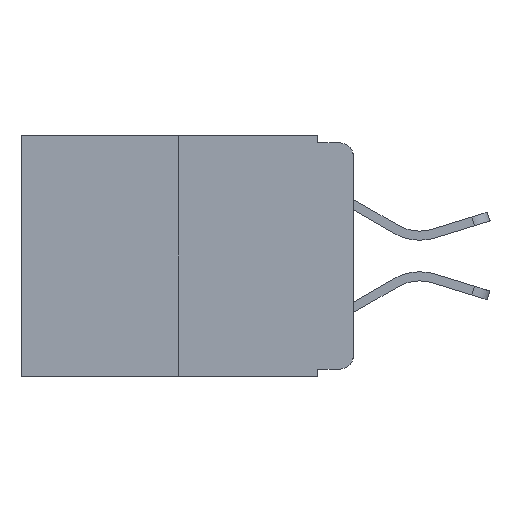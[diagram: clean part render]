
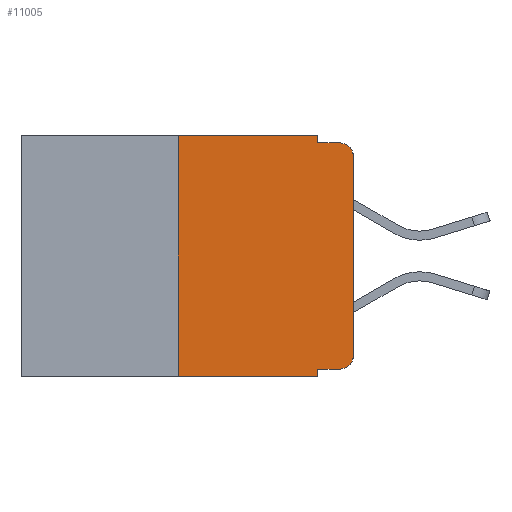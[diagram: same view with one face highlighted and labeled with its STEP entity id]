
A CAD part, left-side view. The second image highlights one B-rep face of the part: STEP entity #11005.
In plain terms, the highlighted planar face has unit normal (-1, 0, 0).
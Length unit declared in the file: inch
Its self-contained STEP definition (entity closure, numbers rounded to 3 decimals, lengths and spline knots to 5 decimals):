
#209 = DIRECTION ( 'NONE',  ( 0., 0., -1. ) ) ;
#386 = LINE ( 'NONE', #819, #9953 ) ;
#429 = VECTOR ( 'NONE', #6781, 39.37008 ) ;
#490 = CIRCLE ( 'NONE', #10857, 0.02 ) ;
#687 = FACE_OUTER_BOUND ( 'NONE', #2484, .T. ) ;
#726 = VERTEX_POINT ( 'NONE', #4241 ) ;
#819 = CARTESIAN_POINT ( 'NONE',  ( 0., 0.051, 0. ) ) ;
#1071 = LINE ( 'NONE', #2961, #429 ) ;
#1584 = ORIENTED_EDGE ( 'NONE', *, *, #11682, .F. ) ;
#1588 = ORIENTED_EDGE ( 'NONE', *, *, #2401, .T. ) ;
#1656 = AXIS2_PLACEMENT_3D ( 'NONE', #8235, #2584, #9138 ) ;
#1749 = VERTEX_POINT ( 'NONE', #8069 ) ;
#1888 = DIRECTION ( 'NONE',  ( 0., 0., -1. ) ) ;
#2077 = VERTEX_POINT ( 'NONE', #5255 ) ;
#2143 = VECTOR ( 'NONE', #8813, 39.37008 ) ;
#2401 = EDGE_CURVE ( 'NONE', #8641, #5989, #1071, .T. ) ;
#2484 = EDGE_LOOP ( 'NONE', ( #9627, #9491, #3707, #4010, #1584, #10600, #1588, #3380, #5499, #11851 ) ) ;
#2559 = CARTESIAN_POINT ( 'NONE',  ( 0., 0.051, -0.333 ) ) ;
#2584 = DIRECTION ( 'NONE',  ( -1., 0., 0. ) ) ;
#2961 = CARTESIAN_POINT ( 'NONE',  ( 0., 0.473, -0.343 ) ) ;
#3380 = ORIENTED_EDGE ( 'NONE', *, *, #8561, .F. ) ;
#3534 = VECTOR ( 'NONE', #209, 39.37008 ) ;
#3628 = PLANE ( 'NONE',  #3756 ) ;
#3707 = ORIENTED_EDGE ( 'NONE', *, *, #10394, .F. ) ;
#3756 = AXIS2_PLACEMENT_3D ( 'NONE', #6417, #10052, #4597 ) ;
#4010 = ORIENTED_EDGE ( 'NONE', *, *, #9776, .F. ) ;
#4042 = VERTEX_POINT ( 'NONE', #8196 ) ;
#4241 = CARTESIAN_POINT ( 'NONE',  ( 0., 0.02, -0.333 ) ) ;
#4512 = CARTESIAN_POINT ( 'NONE',  ( 0., 0.473, 0. ) ) ;
#4597 = DIRECTION ( 'NONE',  ( 0., 0., -1. ) ) ;
#4714 = DIRECTION ( 'NONE',  ( -1., 0., 0. ) ) ;
#4719 = CARTESIAN_POINT ( 'NONE',  ( 0., 0.051, -0.01 ) ) ;
#4805 = LINE ( 'NONE', #11493, #2143 ) ;
#4817 = VECTOR ( 'NONE', #7285, 39.37008 ) ;
#5121 = LINE ( 'NONE', #4512, #4817 ) ;
#5255 = CARTESIAN_POINT ( 'NONE',  ( 0., 0., -0.03 ) ) ;
#5499 = ORIENTED_EDGE ( 'NONE', *, *, #7364, .T. ) ;
#5989 = VERTEX_POINT ( 'NONE', #11673 ) ;
#6003 = VECTOR ( 'NONE', #7566, 39.37008 ) ;
#6168 = CARTESIAN_POINT ( 'NONE',  ( 0., 0.051, 0. ) ) ;
#6417 = CARTESIAN_POINT ( 'NONE',  ( 0., 0.473, 0. ) ) ;
#6747 = EDGE_CURVE ( 'NONE', #726, #1749, #490, .T. ) ;
#6781 = DIRECTION ( 'NONE',  ( 0., -1., 0. ) ) ;
#6783 = LINE ( 'NONE', #2559, #8908 ) ;
#6845 = VERTEX_POINT ( 'NONE', #7560 ) ;
#7285 = DIRECTION ( 'NONE',  ( 0., -1., 0. ) ) ;
#7364 = EDGE_CURVE ( 'NONE', #10286, #726, #6783, .T. ) ;
#7560 = CARTESIAN_POINT ( 'NONE',  ( 0., 0.051, 0. ) ) ;
#7566 = DIRECTION ( 'NONE',  ( 0., 0., 1. ) ) ;
#8069 = CARTESIAN_POINT ( 'NONE',  ( 0., 0., -0.313 ) ) ;
#8082 = CARTESIAN_POINT ( 'NONE',  ( 0., 0.25, -0.343 ) ) ;
#8114 = CARTESIAN_POINT ( 'NONE',  ( 0., 0.25, 0. ) ) ;
#8196 = CARTESIAN_POINT ( 'NONE',  ( 0., 0.02, -0.01 ) ) ;
#8235 = CARTESIAN_POINT ( 'NONE',  ( 0., 0.02, -0.03 ) ) ;
#8561 = EDGE_CURVE ( 'NONE', #10286, #5989, #10579, .T. ) ;
#8641 = VERTEX_POINT ( 'NONE', #8082 ) ;
#8813 = DIRECTION ( 'NONE',  ( 0., 0., 1. ) ) ;
#8818 = VECTOR ( 'NONE', #9310, 39.37008 ) ;
#8908 = VECTOR ( 'NONE', #11840, 39.37008 ) ;
#9138 = DIRECTION ( 'NONE',  ( 0., 0., -1. ) ) ;
#9169 = EDGE_CURVE ( 'NONE', #8641, #9552, #9544, .T. ) ;
#9310 = DIRECTION ( 'NONE',  ( 0., -1., 0. ) ) ;
#9491 = ORIENTED_EDGE ( 'NONE', *, *, #10992, .T. ) ;
#9544 = LINE ( 'NONE', #12084, #6003 ) ;
#9552 = VERTEX_POINT ( 'NONE', #8114 ) ;
#9627 = ORIENTED_EDGE ( 'NONE', *, *, #12183, .T. ) ;
#9776 = EDGE_CURVE ( 'NONE', #6845, #11109, #386, .T. ) ;
#9953 = VECTOR ( 'NONE', #1888, 39.37008 ) ;
#10052 = DIRECTION ( 'NONE',  ( 1., 0., 0. ) ) ;
#10168 = CARTESIAN_POINT ( 'NONE',  ( 0., 0.02, -0.313 ) ) ;
#10286 = VERTEX_POINT ( 'NONE', #11916 ) ;
#10394 = EDGE_CURVE ( 'NONE', #11109, #4042, #11216, .T. ) ;
#10525 = CIRCLE ( 'NONE', #1656, 0.02 ) ;
#10579 = LINE ( 'NONE', #6168, #3534 ) ;
#10600 = ORIENTED_EDGE ( 'NONE', *, *, #9169, .F. ) ;
#10857 = AXIS2_PLACEMENT_3D ( 'NONE', #10168, #4714, #11078 ) ;
#10992 = EDGE_CURVE ( 'NONE', #2077, #4042, #10525, .T. ) ;
#11005 = ADVANCED_FACE ( 'NONE', ( #687 ), #3628, .F. ) ;
#11078 = DIRECTION ( 'NONE',  ( 0., 0., -1. ) ) ;
#11109 = VERTEX_POINT ( 'NONE', #4719 ) ;
#11216 = LINE ( 'NONE', #11987, #8818 ) ;
#11493 = CARTESIAN_POINT ( 'NONE',  ( 0., 0., 0. ) ) ;
#11673 = CARTESIAN_POINT ( 'NONE',  ( 0., 0.051, -0.343 ) ) ;
#11682 = EDGE_CURVE ( 'NONE', #9552, #6845, #5121, .T. ) ;
#11840 = DIRECTION ( 'NONE',  ( 0., -1., 0. ) ) ;
#11851 = ORIENTED_EDGE ( 'NONE', *, *, #6747, .T. ) ;
#11916 = CARTESIAN_POINT ( 'NONE',  ( 0., 0.051, -0.333 ) ) ;
#11987 = CARTESIAN_POINT ( 'NONE',  ( 0., 0.051, -0.01 ) ) ;
#12084 = CARTESIAN_POINT ( 'NONE',  ( 0., 0.25, 0. ) ) ;
#12183 = EDGE_CURVE ( 'NONE', #1749, #2077, #4805, .T. ) ;
